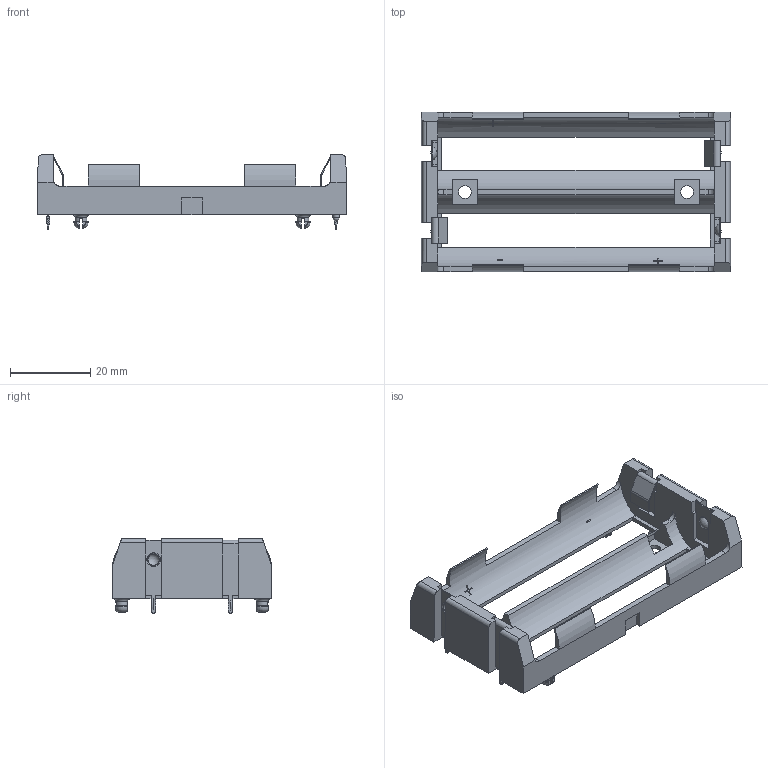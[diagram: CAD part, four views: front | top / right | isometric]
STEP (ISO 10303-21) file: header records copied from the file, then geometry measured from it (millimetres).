
FILE_DESCRIPTION(/* description */ ('Unknown'),/* implementation_level */ '2;1');
FILE_NAME(/* name */ 'KEYST_1049P',/* time_stamp */ '2025-10-17T12:20:41+03:00',/* author */ ('Unknown'),/* organization */ ('Unknown'),/* preprocessor_version */ 'ST-DEVELOPER v19.4',/* originating_system */ 'Solid Edge',/* authorisation */ 'Unknown');
FILE_SCHEMA (('AUTOMOTIVE_DESIGN {1 0 10303 214 3 1 1}'));
Length unit declared in the file: millimetre
Products named in the file (4): KEYST_1049P; 1134_body; 1043P_pin_type1; 1043P_pin_type2
Assembly tree (5 placements, depth 2):
  KEYST_1049P
    1134_body
    1043P_pin_type1  x2
    1043P_pin_type2  x2
Bounding box: 77.06 x 39.78 x 18.52 mm (x, y, z)
Volume: 9744.6 mm3; surface area: 10266.2 mm2
Topology: 5 solids, 5 shells, 338 faces, 938 edges, 610 vertices
Faces by surface type: plane 258, cylinder 65, torus 10, sphere 5
Full cylindrical faces by diameter (mm): 1.575 x1, 2.921 x2, 3.175 x2
Entity records: 10806 total; most frequent: CARTESIAN_POINT 1812, ORIENTED_EDGE 1564, DIRECTION 1436, EDGE_CURVE 782, LINE 612, VECTOR 612, VERTEX_POINT 516, AXIS2_PLACEMENT_3D 412
